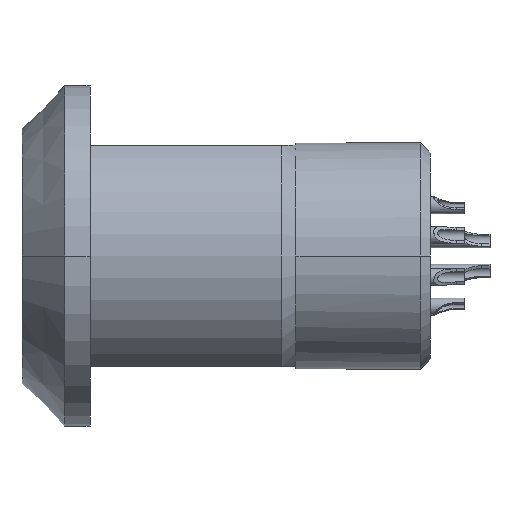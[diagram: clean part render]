
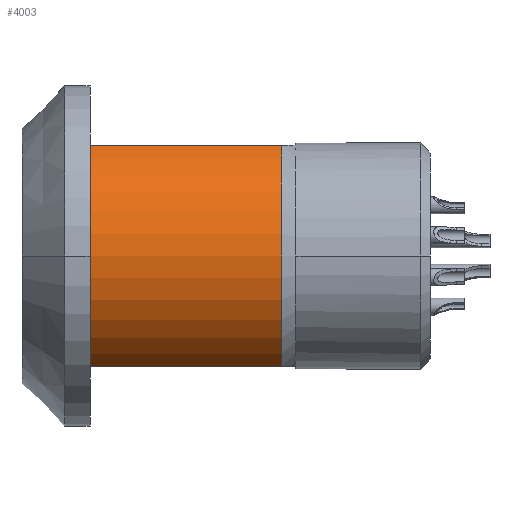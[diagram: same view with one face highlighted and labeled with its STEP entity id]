
A CAD part, front view. The second image highlights one B-rep face of the part: STEP entity #4003.
In plain terms, the highlighted cylindrical face has radius 7.5 mm (diameter 15 mm), a partial arc.
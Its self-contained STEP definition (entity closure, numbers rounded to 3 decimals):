
#180=CARTESIAN_POINT('',(2.25,0.,0.));
#181=DIRECTION('',(1.,0.,0.));
#182=DIRECTION('',(0.,-0.499,0.867));
#183=AXIS2_PLACEMENT_3D('',#180,#181,#182);
#185=DIRECTION('',(1.,0.,0.));
#186=VECTOR('',#185,11.25);
#187=CARTESIAN_POINT('',(-9.,-3.742,-6.5));
#188=LINE('',#187,#186);
#189=CARTESIAN_POINT('',(-9.,0.,0.));
#190=DIRECTION('',(-1.,0.,0.));
#191=DIRECTION('',(0.,-0.499,-0.867));
#192=AXIS2_PLACEMENT_3D('',#189,#190,#191);
#194=DIRECTION('',(1.,0.,0.));
#195=VECTOR('',#194,11.25);
#196=CARTESIAN_POINT('',(-9.,-3.742,6.5));
#197=LINE('',#196,#195);
#240=CARTESIAN_POINT('',(2.25,-3.742,-6.5));
#3404=CARTESIAN_POINT('',(-9.,-3.742,-6.5));
#3406=VERTEX_POINT('',#3404);
#3408=CARTESIAN_POINT('',(-9.,-3.742,6.5));
#3410=VERTEX_POINT('',#3408);
#3414=CARTESIAN_POINT('',(2.25,-3.742,6.5));
#3415=VERTEX_POINT('',#3414);
#3416=VERTEX_POINT('',#240);
#3989=CARTESIAN_POINT('',(-14.2,0.,0.));
#3990=DIRECTION('',(1.,0.,0.));
#3991=DIRECTION('',(0.,-1.,0.));
#3992=AXIS2_PLACEMENT_3D('',#3989,#3990,#3991);
#3993=CYLINDRICAL_SURFACE('',#3992,7.5);
#3995=ORIENTED_EDGE('',*,*,#3994,.T.);
#3997=ORIENTED_EDGE('',*,*,#3996,.F.);
#3998=ORIENTED_EDGE('',*,*,#3967,.T.);
#4000=ORIENTED_EDGE('',*,*,#3999,.T.);
#4001=EDGE_LOOP('',(#3995,#3997,#3998,#4000));
#4002=FACE_OUTER_BOUND('',#4001,.F.);
#4003=ADVANCED_FACE('',(#4002),#3993,.T.);
#184=CIRCLE('',#183,7.5);
#193=CIRCLE('',#192,7.5);
#3967=EDGE_CURVE('',#3406,#3410,#193,.T.);
#3994=EDGE_CURVE('',#3415,#3416,#184,.T.);
#3996=EDGE_CURVE('',#3406,#3416,#188,.T.);
#3999=EDGE_CURVE('',#3410,#3415,#197,.T.);
